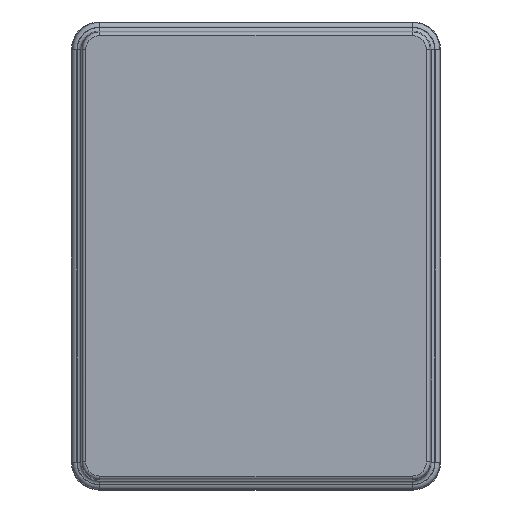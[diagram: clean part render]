
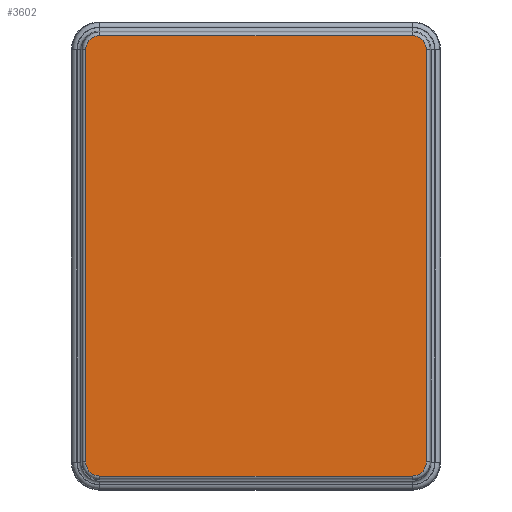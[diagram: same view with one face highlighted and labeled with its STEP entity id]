
A CAD part, top view. The second image highlights one B-rep face of the part: STEP entity #3602.
In plain terms, the highlighted planar face has unit normal (0, 0, 1).
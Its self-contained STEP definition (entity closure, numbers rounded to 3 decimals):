
#1136=DIRECTION('',(-1.,0.,0.));
#1137=VECTOR('',#1136,170.);
#1138=CARTESIAN_POINT('',(85.,-119.753,26.));
#1139=LINE('',#1138,#1137);
#1140=DIRECTION('',(0.,-1.,0.));
#1141=VECTOR('',#1140,224.2);
#1142=CARTESIAN_POINT('',(-92.653,112.1,26.));
#1143=LINE('',#1142,#1141);
#1144=CARTESIAN_POINT('',(-85.,112.1,26.));
#1145=DIRECTION('',(0.,0.,1.));
#1146=DIRECTION('',(0.,1.,0.));
#1147=AXIS2_PLACEMENT_3D('',#1144,#1145,#1146);
#1149=DIRECTION('',(1.,0.,0.));
#1150=VECTOR('',#1149,170.);
#1151=CARTESIAN_POINT('',(-85.,119.753,26.));
#1152=LINE('',#1151,#1150);
#1153=CARTESIAN_POINT('',(85.,112.1,26.));
#1154=DIRECTION('',(0.,0.,-1.));
#1155=DIRECTION('',(0.,1.,0.));
#1156=AXIS2_PLACEMENT_3D('',#1153,#1154,#1155);
#1158=DIRECTION('',(0.,-1.,0.));
#1159=VECTOR('',#1158,224.2);
#1160=CARTESIAN_POINT('',(92.653,112.1,26.));
#1161=LINE('',#1160,#1159);
#1277=CARTESIAN_POINT('',(-85.,-112.1,26.));
#1278=DIRECTION('',(0.,0.,-1.));
#1279=DIRECTION('',(0.,-1.,0.));
#1280=AXIS2_PLACEMENT_3D('',#1277,#1278,#1279);
#1365=CARTESIAN_POINT('',(85.,-112.1,26.));
#1366=DIRECTION('',(0.,0.,1.));
#1367=DIRECTION('',(0.,-1.,0.));
#1368=AXIS2_PLACEMENT_3D('',#1365,#1366,#1367);
#1610=CARTESIAN_POINT('',(85.,119.753,26.));
#1611=CARTESIAN_POINT('',(92.653,112.1,26.));
#1612=VERTEX_POINT('',#1610);
#1613=VERTEX_POINT('',#1611);
#1624=CARTESIAN_POINT('',(85.,-119.753,26.));
#1625=CARTESIAN_POINT('',(92.653,-112.1,26.));
#1626=VERTEX_POINT('',#1624);
#1627=VERTEX_POINT('',#1625);
#1834=CARTESIAN_POINT('',(-85.,119.753,26.));
#1835=CARTESIAN_POINT('',(-92.653,112.1,26.));
#1836=VERTEX_POINT('',#1834);
#1837=VERTEX_POINT('',#1835);
#1848=CARTESIAN_POINT('',(-85.,-119.753,26.));
#1849=CARTESIAN_POINT('',(-92.653,-112.1,26.));
#1850=VERTEX_POINT('',#1848);
#1851=VERTEX_POINT('',#1849);
#3580=CARTESIAN_POINT('',(0.,0.,26.));
#3581=DIRECTION('',(0.,0.,-1.));
#3582=DIRECTION('',(1.,0.,0.));
#3583=AXIS2_PLACEMENT_3D('',#3580,#3581,#3582);
#3584=PLANE('',#3583);
#3586=ORIENTED_EDGE('',*,*,#3585,.T.);
#3588=ORIENTED_EDGE('',*,*,#3587,.T.);
#3590=ORIENTED_EDGE('',*,*,#3589,.F.);
#3592=ORIENTED_EDGE('',*,*,#3591,.F.);
#3593=ORIENTED_EDGE('',*,*,#3570,.T.);
#3595=ORIENTED_EDGE('',*,*,#3594,.T.);
#3597=ORIENTED_EDGE('',*,*,#3596,.T.);
#3599=ORIENTED_EDGE('',*,*,#3598,.F.);
#3600=EDGE_LOOP('',(#3586,#3588,#3590,#3592,#3593,#3595,#3597,#3599));
#3601=FACE_OUTER_BOUND('',#3600,.F.);
#3602=ADVANCED_FACE('',(#3601),#3584,.F.);
#1148=CIRCLE('',#1147,7.653);
#1157=CIRCLE('',#1156,7.653);
#1281=CIRCLE('',#1280,7.653);
#1369=CIRCLE('',#1368,7.653);
#3570=EDGE_CURVE('',#1836,#1612,#1152,.T.);
#3585=EDGE_CURVE('',#1626,#1850,#1139,.T.);
#3587=EDGE_CURVE('',#1850,#1851,#1281,.T.);
#3589=EDGE_CURVE('',#1837,#1851,#1143,.T.);
#3591=EDGE_CURVE('',#1836,#1837,#1148,.T.);
#3594=EDGE_CURVE('',#1612,#1613,#1157,.T.);
#3596=EDGE_CURVE('',#1613,#1627,#1161,.T.);
#3598=EDGE_CURVE('',#1626,#1627,#1369,.T.);
